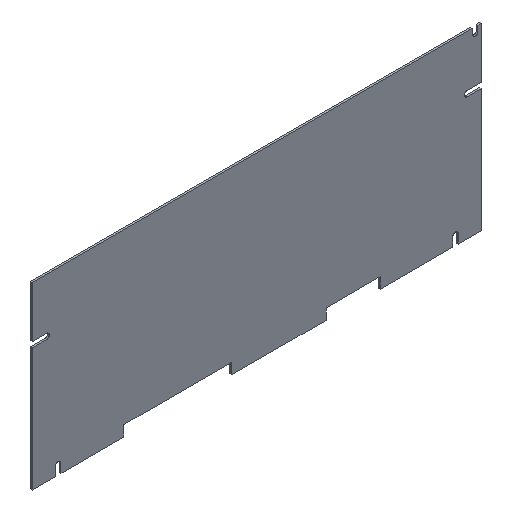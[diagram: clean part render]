
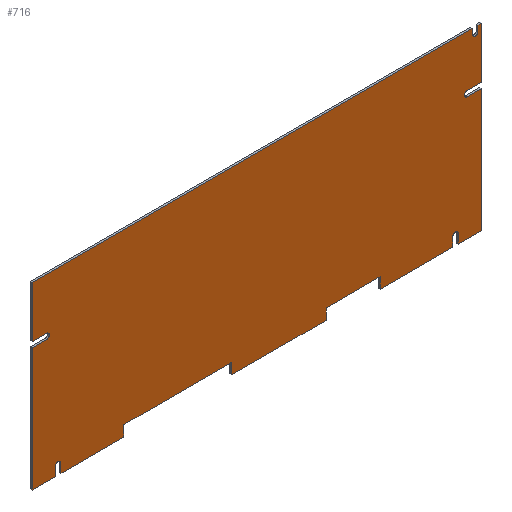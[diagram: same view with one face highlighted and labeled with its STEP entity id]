
A CAD part, isometric view. The second image highlights one B-rep face of the part: STEP entity #716.
In plain terms, the highlighted planar face has unit normal (0, -1, 0).
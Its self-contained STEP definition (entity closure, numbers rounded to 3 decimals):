
#77=CIRCLE('',#764,3.);
#78=CIRCLE('',#765,3.);
#79=CIRCLE('',#766,3.);
#80=CIRCLE('',#767,3.);
#81=CIRCLE('',#768,3.);
#119=ORIENTED_EDGE('',*,*,#310,.F.);
#120=ORIENTED_EDGE('',*,*,#307,.T.);
#121=ORIENTED_EDGE('',*,*,#281,.T.);
#122=ORIENTED_EDGE('',*,*,#311,.F.);
#123=ORIENTED_EDGE('',*,*,#312,.F.);
#124=ORIENTED_EDGE('',*,*,#313,.F.);
#125=ORIENTED_EDGE('',*,*,#314,.T.);
#126=ORIENTED_EDGE('',*,*,#301,.T.);
#127=ORIENTED_EDGE('',*,*,#315,.F.);
#128=ORIENTED_EDGE('',*,*,#316,.F.);
#129=ORIENTED_EDGE('',*,*,#317,.F.);
#130=ORIENTED_EDGE('',*,*,#288,.T.);
#131=ORIENTED_EDGE('',*,*,#318,.T.);
#132=ORIENTED_EDGE('',*,*,#319,.T.);
#133=ORIENTED_EDGE('',*,*,#320,.T.);
#134=ORIENTED_EDGE('',*,*,#284,.T.);
#135=ORIENTED_EDGE('',*,*,#321,.T.);
#136=ORIENTED_EDGE('',*,*,#322,.T.);
#137=ORIENTED_EDGE('',*,*,#323,.T.);
#138=ORIENTED_EDGE('',*,*,#291,.T.);
#139=ORIENTED_EDGE('',*,*,#324,.T.);
#140=ORIENTED_EDGE('',*,*,#325,.T.);
#141=ORIENTED_EDGE('',*,*,#326,.T.);
#142=ORIENTED_EDGE('',*,*,#298,.T.);
#143=ORIENTED_EDGE('',*,*,#327,.T.);
#144=ORIENTED_EDGE('',*,*,#328,.F.);
#145=ORIENTED_EDGE('',*,*,#329,.F.);
#146=ORIENTED_EDGE('',*,*,#330,.F.);
#147=ORIENTED_EDGE('',*,*,#303,.T.);
#148=ORIENTED_EDGE('',*,*,#331,.T.);
#149=ORIENTED_EDGE('',*,*,#332,.F.);
#150=ORIENTED_EDGE('',*,*,#333,.F.);
#281=EDGE_CURVE('',#378,#377,#441,.T.);
#284=EDGE_CURVE('',#381,#379,#444,.T.);
#288=EDGE_CURVE('',#385,#383,#448,.T.);
#291=EDGE_CURVE('',#387,#388,#451,.T.);
#298=EDGE_CURVE('',#392,#394,#458,.T.);
#301=EDGE_CURVE('',#398,#397,#461,.T.);
#303=EDGE_CURVE('',#399,#400,#463,.T.);
#307=EDGE_CURVE('',#403,#378,#467,.T.);
#310=EDGE_CURVE('',#403,#405,#470,.T.);
#311=EDGE_CURVE('',#406,#377,#471,.T.);
#312=EDGE_CURVE('',#407,#406,#77,.T.);
#313=EDGE_CURVE('',#408,#407,#472,.T.);
#314=EDGE_CURVE('',#408,#398,#473,.T.);
#315=EDGE_CURVE('',#409,#397,#474,.T.);
#316=EDGE_CURVE('',#410,#409,#78,.T.);
#317=EDGE_CURVE('',#385,#410,#475,.T.);
#318=EDGE_CURVE('',#383,#411,#476,.T.);
#319=EDGE_CURVE('',#411,#412,#477,.T.);
#320=EDGE_CURVE('',#412,#381,#478,.T.);
#321=EDGE_CURVE('',#379,#413,#479,.T.);
#322=EDGE_CURVE('',#413,#414,#480,.T.);
#323=EDGE_CURVE('',#414,#387,#481,.T.);
#324=EDGE_CURVE('',#388,#415,#482,.T.);
#325=EDGE_CURVE('',#415,#416,#79,.F.);
#326=EDGE_CURVE('',#416,#392,#483,.T.);
#327=EDGE_CURVE('',#394,#417,#484,.T.);
#328=EDGE_CURVE('',#418,#417,#485,.T.);
#329=EDGE_CURVE('',#419,#418,#80,.T.);
#330=EDGE_CURVE('',#399,#419,#486,.T.);
#331=EDGE_CURVE('',#400,#420,#487,.T.);
#332=EDGE_CURVE('',#421,#420,#488,.T.);
#333=EDGE_CURVE('',#405,#421,#81,.T.);
#377=VERTEX_POINT('',#1029);
#378=VERTEX_POINT('',#1031);
#379=VERTEX_POINT('',#1035);
#381=VERTEX_POINT('',#1038);
#383=VERTEX_POINT('',#1044);
#385=VERTEX_POINT('',#1047);
#387=VERTEX_POINT('',#1053);
#388=VERTEX_POINT('',#1054);
#392=VERTEX_POINT('',#1063);
#394=VERTEX_POINT('',#1067);
#397=VERTEX_POINT('',#1074);
#398=VERTEX_POINT('',#1076);
#399=VERTEX_POINT('',#1080);
#400=VERTEX_POINT('',#1081);
#403=VERTEX_POINT('',#1089);
#405=VERTEX_POINT('',#1095);
#406=VERTEX_POINT('',#1097);
#407=VERTEX_POINT('',#1099);
#408=VERTEX_POINT('',#1101);
#409=VERTEX_POINT('',#1104);
#410=VERTEX_POINT('',#1106);
#411=VERTEX_POINT('',#1109);
#412=VERTEX_POINT('',#1111);
#413=VERTEX_POINT('',#1114);
#414=VERTEX_POINT('',#1116);
#415=VERTEX_POINT('',#1119);
#416=VERTEX_POINT('',#1121);
#417=VERTEX_POINT('',#1124);
#418=VERTEX_POINT('',#1126);
#419=VERTEX_POINT('',#1128);
#420=VERTEX_POINT('',#1131);
#421=VERTEX_POINT('',#1133);
#441=LINE('',#1030,#527);
#444=LINE('',#1037,#530);
#448=LINE('',#1046,#534);
#451=LINE('',#1052,#537);
#458=LINE('',#1068,#544);
#461=LINE('',#1075,#547);
#463=LINE('',#1079,#549);
#467=LINE('',#1088,#553);
#470=LINE('',#1094,#556);
#471=LINE('',#1096,#557);
#472=LINE('',#1100,#558);
#473=LINE('',#1102,#559);
#474=LINE('',#1103,#560);
#475=LINE('',#1107,#561);
#476=LINE('',#1108,#562);
#477=LINE('',#1110,#563);
#478=LINE('',#1112,#564);
#479=LINE('',#1113,#565);
#480=LINE('',#1115,#566);
#481=LINE('',#1117,#567);
#482=LINE('',#1118,#568);
#483=LINE('',#1122,#569);
#484=LINE('',#1123,#570);
#485=LINE('',#1125,#571);
#486=LINE('',#1129,#572);
#487=LINE('',#1130,#573);
#488=LINE('',#1132,#574);
#527=VECTOR('',#821,1000.);
#530=VECTOR('',#826,1000.);
#534=VECTOR('',#832,1000.);
#537=VECTOR('',#837,1000.);
#544=VECTOR('',#846,1000.);
#547=VECTOR('',#851,1000.);
#549=VECTOR('',#855,1000.);
#553=VECTOR('',#861,1000.);
#556=VECTOR('',#866,1000.);
#557=VECTOR('',#867,1000.);
#558=VECTOR('',#870,1000.);
#559=VECTOR('',#871,1000.);
#560=VECTOR('',#872,1000.);
#561=VECTOR('',#875,1000.);
#562=VECTOR('',#876,1000.);
#563=VECTOR('',#877,1000.);
#564=VECTOR('',#878,1000.);
#565=VECTOR('',#879,1000.);
#566=VECTOR('',#880,1000.);
#567=VECTOR('',#881,1000.);
#568=VECTOR('',#882,1000.);
#569=VECTOR('',#885,1000.);
#570=VECTOR('',#886,1000.);
#571=VECTOR('',#887,1000.);
#572=VECTOR('',#890,1000.);
#573=VECTOR('',#891,1000.);
#574=VECTOR('',#892,1000.);
#619=EDGE_LOOP('',(#119,#120,#121,#122,#123,#124,#125,#126,#127,#128,#129,
#130,#131,#132,#133,#134,#135,#136,#137,#138,#139,#140,#141,#142,#143,#144,
#145,#146,#147,#148,#149,#150));
#653=FACE_BOUND('',#619,.T.);
#687=PLANE('',#763);
#716=ADVANCED_FACE('',(#653),#687,.T.);
#763=AXIS2_PLACEMENT_3D('',#1093,#864,#865);
#764=AXIS2_PLACEMENT_3D('',#1098,#868,#869);
#765=AXIS2_PLACEMENT_3D('',#1105,#873,#874);
#766=AXIS2_PLACEMENT_3D('',#1120,#883,#884);
#767=AXIS2_PLACEMENT_3D('',#1127,#888,#889);
#768=AXIS2_PLACEMENT_3D('',#1134,#893,#894);
#821=DIRECTION('',(0.,0.,-1.));
#826=DIRECTION('',(1.,0.,0.));
#832=DIRECTION('',(1.,0.,0.));
#837=DIRECTION('',(1.,0.,0.));
#846=DIRECTION('',(1.,0.,0.));
#851=DIRECTION('',(1.,0.,0.));
#855=DIRECTION('',(0.,0.,1.));
#861=DIRECTION('',(-1.,0.,0.));
#864=DIRECTION('',(0.,-1.,0.));
#865=DIRECTION('',(0.,0.,-1.));
#866=DIRECTION('',(0.,0.,-1.));
#867=DIRECTION('',(-1.,0.,0.));
#868=DIRECTION('',(0.,-1.,0.));
#869=DIRECTION('',(0.,0.,-1.));
#870=DIRECTION('',(1.,0.,0.));
#871=DIRECTION('',(0.,0.,-1.));
#872=DIRECTION('',(0.,0.,-1.));
#873=DIRECTION('',(0.,-1.,0.));
#874=DIRECTION('',(0.,0.,-1.));
#875=DIRECTION('',(0.,0.,1.));
#876=DIRECTION('',(0.,0.,1.));
#877=DIRECTION('',(1.,0.,0.));
#878=DIRECTION('',(0.,0.,-1.));
#879=DIRECTION('',(0.,0.,1.));
#880=DIRECTION('',(1.,0.,0.));
#881=DIRECTION('',(0.,0.,-1.));
#882=DIRECTION('',(0.,0.,1.));
#883=DIRECTION('',(0.,-1.,0.));
#884=DIRECTION('',(0.,0.,-1.));
#885=DIRECTION('',(0.,0.,-1.));
#886=DIRECTION('',(0.,0.,1.));
#887=DIRECTION('',(1.,0.,0.));
#888=DIRECTION('',(0.,-1.,0.));
#889=DIRECTION('',(0.,0.,-1.));
#890=DIRECTION('',(-1.,0.,0.));
#891=DIRECTION('',(-1.,0.,0.));
#892=DIRECTION('',(0.,0.,1.));
#893=DIRECTION('',(0.,-1.,0.));
#894=DIRECTION('',(0.,0.,-1.));
#1029=CARTESIAN_POINT('',(0.,-2.,143.));
#1030=CARTESIAN_POINT('',(0.,-2.,200.));
#1031=CARTESIAN_POINT('',(0.,-2.,200.));
#1035=CARTESIAN_POINT('',(327.,-2.,0.));
#1037=CARTESIAN_POINT('',(0.,-2.,0.));
#1038=CARTESIAN_POINT('',(222.,-2.,0.));
#1044=CARTESIAN_POINT('',(102.,-2.,0.));
#1046=CARTESIAN_POINT('',(0.,-2.,0.));
#1047=CARTESIAN_POINT('',(32.,-2.,0.));
#1052=CARTESIAN_POINT('',(0.,-2.,0.));
#1053=CARTESIAN_POINT('',(387.,-2.,0.));
#1054=CARTESIAN_POINT('',(468.,-2.,0.));
#1063=CARTESIAN_POINT('',(474.,-2.,0.));
#1067=CARTESIAN_POINT('',(500.,-2.,0.));
#1068=CARTESIAN_POINT('',(0.,-2.,0.));
#1074=CARTESIAN_POINT('',(26.,-2.,0.));
#1075=CARTESIAN_POINT('',(0.,-2.,0.));
#1076=CARTESIAN_POINT('',(0.,-2.,0.));
#1079=CARTESIAN_POINT('',(500.,-2.,0.));
#1080=CARTESIAN_POINT('',(500.,-2.,143.));
#1081=CARTESIAN_POINT('',(500.,-2.,200.));
#1088=CARTESIAN_POINT('',(500.,-2.,200.));
#1089=CARTESIAN_POINT('',(490.,-2.,200.));
#1093=CARTESIAN_POINT('',(0.,-2.,0.));
#1094=CARTESIAN_POINT('',(490.,-2.,0.));
#1095=CARTESIAN_POINT('',(490.,-2.,194.));
#1096=CARTESIAN_POINT('',(0.,-2.,143.));
#1097=CARTESIAN_POINT('',(16.,-2.,143.));
#1098=CARTESIAN_POINT('',(16.,-2.,140.));
#1099=CARTESIAN_POINT('',(16.,-2.,137.));
#1100=CARTESIAN_POINT('',(0.,-2.,137.));
#1101=CARTESIAN_POINT('',(0.,-2.,137.));
#1102=CARTESIAN_POINT('',(0.,-2.,200.));
#1103=CARTESIAN_POINT('',(26.,-2.,0.));
#1104=CARTESIAN_POINT('',(26.,-2.,10.));
#1105=CARTESIAN_POINT('',(29.,-2.,10.));
#1106=CARTESIAN_POINT('',(32.,-2.,10.));
#1107=CARTESIAN_POINT('',(32.,-2.,0.));
#1108=CARTESIAN_POINT('',(102.,-2.,0.));
#1109=CARTESIAN_POINT('',(102.,-2.,12.));
#1110=CARTESIAN_POINT('',(0.,-2.,12.));
#1111=CARTESIAN_POINT('',(222.,-2.,12.));
#1112=CARTESIAN_POINT('',(222.,-2.,0.));
#1113=CARTESIAN_POINT('',(327.,-2.,0.));
#1114=CARTESIAN_POINT('',(327.,-2.,12.));
#1115=CARTESIAN_POINT('',(0.,-2.,12.));
#1116=CARTESIAN_POINT('',(387.,-2.,12.));
#1117=CARTESIAN_POINT('',(387.,-2.,0.));
#1118=CARTESIAN_POINT('',(468.,-2.,0.));
#1119=CARTESIAN_POINT('',(468.,-2.,10.));
#1120=CARTESIAN_POINT('',(471.,-2.,10.));
#1121=CARTESIAN_POINT('',(474.,-2.,10.));
#1122=CARTESIAN_POINT('',(474.,-2.,0.));
#1123=CARTESIAN_POINT('',(500.,-2.,0.));
#1124=CARTESIAN_POINT('',(500.,-2.,137.));
#1125=CARTESIAN_POINT('',(0.,-2.,137.));
#1126=CARTESIAN_POINT('',(484.,-2.,137.));
#1127=CARTESIAN_POINT('',(484.,-2.,140.));
#1128=CARTESIAN_POINT('',(484.,-2.,143.));
#1129=CARTESIAN_POINT('',(0.,-2.,143.));
#1130=CARTESIAN_POINT('',(500.,-2.,200.));
#1131=CARTESIAN_POINT('',(496.,-2.,200.));
#1132=CARTESIAN_POINT('',(496.,-2.,0.));
#1133=CARTESIAN_POINT('',(496.,-2.,194.));
#1134=CARTESIAN_POINT('',(493.,-2.,194.));
